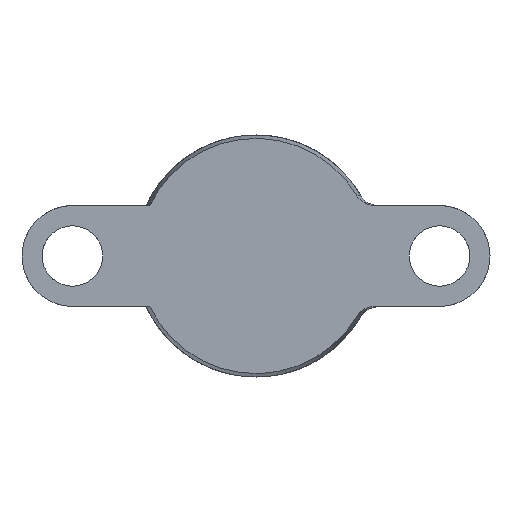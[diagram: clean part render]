
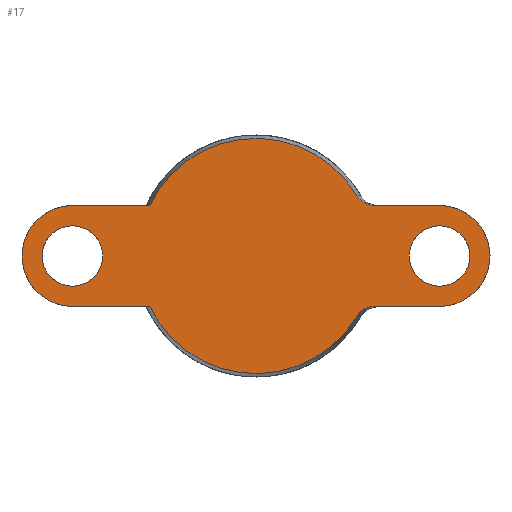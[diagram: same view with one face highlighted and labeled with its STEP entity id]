
A CAD part, front view. The second image highlights one B-rep face of the part: STEP entity #17.
In plain terms, the highlighted planar face has unit normal (0, -1, 0).
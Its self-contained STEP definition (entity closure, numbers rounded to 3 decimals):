
#17 = ADVANCED_FACE ( 'NONE', ( #1169, #777, #275 ), #661, .F. ) ;
#20 = LINE ( 'NONE', #1119, #92 ) ;
#35 = CARTESIAN_POINT ( 'NONE',  ( -26.326, 0., 12.5 ) ) ;
#39 = CARTESIAN_POINT ( 'NONE',  ( 26.497, 0., -13.379 ) ) ;
#50 = CARTESIAN_POINT ( 'NONE',  ( 15., 0., 12.5 ) ) ;
#67 = DIRECTION ( 'NONE',  ( 0., -1., 0. ) ) ;
#68 = ORIENTED_EDGE ( 'NONE', *, *, #991, .T. ) ;
#75 = AXIS2_PLACEMENT_3D ( 'NONE', #382, #263, #1264 ) ;
#79 = DIRECTION ( 'NONE',  ( 0., -1., 0. ) ) ;
#89 = VERTEX_POINT ( 'NONE', #541 ) ;
#92 = VECTOR ( 'NONE', #1215, 1000. ) ;
#117 = EDGE_CURVE ( 'NONE', #497, #866, #827, .T. ) ;
#119 = CARTESIAN_POINT ( 'NONE',  ( 25.237, 0., 14.58 ) ) ;
#121 = LINE ( 'NONE', #50, #238 ) ;
#131 = CARTESIAN_POINT ( 'NONE',  ( 28.502, 0., 12.556 ) ) ;
#142 = CARTESIAN_POINT ( 'NONE',  ( 26.146, 0., -13.64 ) ) ;
#148 = CARTESIAN_POINT ( 'NONE',  ( 28.503, 0., -12.556 ) ) ;
#172 = ORIENTED_EDGE ( 'NONE', *, *, #1209, .F. ) ;
#180 = DIRECTION ( 'NONE',  ( 0., 0., 1. ) ) ;
#214 = VERTEX_POINT ( 'NONE', #1226 ) ;
#222 = CARTESIAN_POINT ( 'NONE',  ( 25.508, 0., -14.24 ) ) ;
#230 = CARTESIAN_POINT ( 'NONE',  ( 26.862, 0., -13.142 ) ) ;
#236 = AXIS2_PLACEMENT_3D ( 'NONE', #873, #79, #1064 ) ;
#238 = VECTOR ( 'NONE', #452, 1000. ) ;
#243 = CARTESIAN_POINT ( 'NONE',  ( 25.976, 0., 13.785 ) ) ;
#246 = CARTESIAN_POINT ( 'NONE',  ( -45.5, 0., 12.5 ) ) ;
#259 = AXIS2_PLACEMENT_3D ( 'NONE', #306, #1000, #604 ) ;
#263 = DIRECTION ( 'NONE',  ( 0., -1., 0. ) ) ;
#264 = ORIENTED_EDGE ( 'NONE', *, *, #798, .T. ) ;
#269 = ORIENTED_EDGE ( 'NONE', *, *, #352, .T. ) ;
#275 = FACE_BOUND ( 'NONE', #417, .T. ) ;
#306 = CARTESIAN_POINT ( 'NONE',  ( 45.5, 0., 0. ) ) ;
#314 = CARTESIAN_POINT ( 'NONE',  ( -15., 0., -12.5 ) ) ;
#316 = ORIENTED_EDGE ( 'NONE', *, *, #852, .T. ) ;
#326 = EDGE_CURVE ( 'NONE', #830, #830, #1005, .T. ) ;
#341 = CARTESIAN_POINT ( 'NONE',  ( 28.933, 0., 12.5 ) ) ;
#343 = ORIENTED_EDGE ( 'NONE', *, *, #1234, .T. ) ;
#344 = CARTESIAN_POINT ( 'NONE',  ( 25.237, 0., -14.58 ) ) ;
#352 = EDGE_CURVE ( 'NONE', #894, #1265, #861, .T. ) ;
#356 = DIRECTION ( 'NONE',  ( 0., 0., -1. ) ) ;
#361 = AXIS2_PLACEMENT_3D ( 'NONE', #495, #1196, #899 ) ;
#380 = VERTEX_POINT ( 'NONE', #923 ) ;
#382 = CARTESIAN_POINT ( 'NONE',  ( 0., 0., 0. ) ) ;
#416 = CARTESIAN_POINT ( 'NONE',  ( 26.495, 0., 13.38 ) ) ;
#417 = EDGE_LOOP ( 'NONE', ( #172 ) ) ;
#446 = CARTESIAN_POINT ( 'NONE',  ( -15., 0., 12.5 ) ) ;
#452 = DIRECTION ( 'NONE',  ( 1., 0., 0. ) ) ;
#459 = DIRECTION ( 'NONE',  ( -1., 0., 0. ) ) ;
#462 = VERTEX_POINT ( 'NONE', #940 ) ;
#473 = DIRECTION ( 'NONE',  ( 0., 1., 0. ) ) ;
#486 = CARTESIAN_POINT ( 'NONE',  ( -45.5, 0., 0. ) ) ;
#495 = CARTESIAN_POINT ( 'NONE',  ( 45.5, 0., 0. ) ) ;
#497 = VERTEX_POINT ( 'NONE', #35 ) ;
#518 = LINE ( 'NONE', #314, #1090 ) ;
#519 = ORIENTED_EDGE ( 'NONE', *, *, #117, .T. ) ;
#521 = CARTESIAN_POINT ( 'NONE',  ( 27.253, 0., 12.954 ) ) ;
#535 = CIRCLE ( 'NONE', #75, 29.143 ) ;
#541 = CARTESIAN_POINT ( 'NONE',  ( -45.5, 0., -12.5 ) ) ;
#550 = CARTESIAN_POINT ( 'NONE',  ( 27.869, 0., 12.721 ) ) ;
#556 = AXIS2_PLACEMENT_3D ( 'NONE', #1248, #67, #356 ) ;
#580 = CIRCLE ( 'NONE', #259, 12.5 ) ;
#583 = CARTESIAN_POINT ( 'NONE',  ( -45.5, 0., 7.5 ) ) ;
#604 = DIRECTION ( 'NONE',  ( 0., 0., -1. ) ) ;
#623 = ORIENTED_EDGE ( 'NONE', *, *, #326, .T. ) ;
#631 = EDGE_LOOP ( 'NONE', ( #623 ) ) ;
#644 = CARTESIAN_POINT ( 'NONE',  ( 28.933, 0., -12.5 ) ) ;
#648 = CARTESIAN_POINT ( 'NONE',  ( 25.011, 0., 14.959 ) ) ;
#661 = PLANE ( 'NONE',  #1194 ) ;
#664 = VERTEX_POINT ( 'NONE', #1151 ) ;
#705 = B_SPLINE_CURVE_WITH_KNOTS ( 'NONE', 3,
 ( #1033, #344, #222, #749, #142, #39, #230, #1231, #743, #920, #148, #644, #824 ),
 .UNSPECIFIED., .F., .F.,
 ( 4, 2, 2, 1, 2, 2, 4 ),
 ( 0., 0.001, 0.002, 0.003, 0.003, 0.004, 0.005 ),
 .UNSPECIFIED. ) ;
#710 = DIRECTION ( 'NONE',  ( 1., 0., 0. ) ) ;
#718 = CARTESIAN_POINT ( 'NONE',  ( 27.057, 0., 13.048 ) ) ;
#743 = CARTESIAN_POINT ( 'NONE',  ( 27.662, 0., -12.789 ) ) ;
#749 = CARTESIAN_POINT ( 'NONE',  ( 25.977, 0., -13.784 ) ) ;
#777 = FACE_BOUND ( 'NONE', #631, .T. ) ;
#798 = EDGE_CURVE ( 'NONE', #89, #894, #518, .T. ) ;
#801 = CIRCLE ( 'NONE', #236, 12.5 ) ;
#823 = EDGE_LOOP ( 'NONE', ( #966, #343, #1024, #519, #68, #264, #269, #316, #831, #1079 ) ) ;
#824 = CARTESIAN_POINT ( 'NONE',  ( 29.374, 0., -12.5 ) ) ;
#827 = LINE ( 'NONE', #446, #1131 ) ;
#830 = VERTEX_POINT ( 'NONE', #1229 ) ;
#831 = ORIENTED_EDGE ( 'NONE', *, *, #1278, .F. ) ;
#836 = CARTESIAN_POINT ( 'NONE',  ( 45.5, 0., 12.5 ) ) ;
#852 = EDGE_CURVE ( 'NONE', #1265, #214, #705, .T. ) ;
#861 = CIRCLE ( 'NONE', #556, 29.143 ) ;
#866 = VERTEX_POINT ( 'NONE', #246 ) ;
#873 = CARTESIAN_POINT ( 'NONE',  ( -45.5, 0., 0. ) ) ;
#874 = VERTEX_POINT ( 'NONE', #836 ) ;
#884 = DIRECTION ( 'NONE',  ( 0., -1., 0. ) ) ;
#894 = VERTEX_POINT ( 'NONE', #1020 ) ;
#899 = DIRECTION ( 'NONE',  ( 0., 0., 1. ) ) ;
#913 = CARTESIAN_POINT ( 'NONE',  ( 25.011, 0., -14.959 ) ) ;
#920 = CARTESIAN_POINT ( 'NONE',  ( 27.871, 0., -12.72 ) ) ;
#923 = CARTESIAN_POINT ( 'NONE',  ( 25.011, 0., 14.959 ) ) ;
#935 = EDGE_CURVE ( 'NONE', #664, #874, #121, .T. ) ;
#937 = CARTESIAN_POINT ( 'NONE',  ( 27.659, 0., 12.79 ) ) ;
#940 = CARTESIAN_POINT ( 'NONE',  ( 45.5, 0., -12.5 ) ) ;
#965 = EDGE_CURVE ( 'NONE', #380, #497, #535, .T. ) ;
#966 = ORIENTED_EDGE ( 'NONE', *, *, #935, .F. ) ;
#991 = EDGE_CURVE ( 'NONE', #866, #89, #801, .T. ) ;
#1000 = DIRECTION ( 'NONE',  ( 0., 1., 0. ) ) ;
#1005 = CIRCLE ( 'NONE', #361, 7.5 ) ;
#1008 = AXIS2_PLACEMENT_3D ( 'NONE', #486, #884, #1284 ) ;
#1017 = CARTESIAN_POINT ( 'NONE',  ( 26.144, 0., 13.642 ) ) ;
#1018 = B_SPLINE_CURVE_WITH_KNOTS ( 'NONE', 3,
 ( #1223, #341, #131, #550, #937, #521, #718, #1138, #416, #1017, #243, #1111, #119, #648 ),
 .UNSPECIFIED., .F., .F.,
 ( 4, 2, 2, 2, 2, 2, 4 ),
 ( 0., 0.001, 0.002, 0.003, 0.003, 0.004, 0.005 ),
 .UNSPECIFIED. ) ;
#1020 = CARTESIAN_POINT ( 'NONE',  ( -26.326, 0., -12.5 ) ) ;
#1024 = ORIENTED_EDGE ( 'NONE', *, *, #965, .T. ) ;
#1033 = CARTESIAN_POINT ( 'NONE',  ( 25.011, 0., -14.959 ) ) ;
#1050 = VERTEX_POINT ( 'NONE', #583 ) ;
#1051 = CARTESIAN_POINT ( 'NONE',  ( -29.143, 0., 0. ) ) ;
#1064 = DIRECTION ( 'NONE',  ( 0., 0., -1. ) ) ;
#1079 = ORIENTED_EDGE ( 'NONE', *, *, #1161, .F. ) ;
#1090 = VECTOR ( 'NONE', #710, 1000. ) ;
#1111 = CARTESIAN_POINT ( 'NONE',  ( 25.507, 0., 14.24 ) ) ;
#1113 = CIRCLE ( 'NONE', #1008, 7.5 ) ;
#1119 = CARTESIAN_POINT ( 'NONE',  ( 15., 0., -12.5 ) ) ;
#1131 = VECTOR ( 'NONE', #459, 1000. ) ;
#1138 = CARTESIAN_POINT ( 'NONE',  ( 26.678, 0., 13.261 ) ) ;
#1151 = CARTESIAN_POINT ( 'NONE',  ( 29.374, 0., 12.5 ) ) ;
#1161 = EDGE_CURVE ( 'NONE', #874, #462, #580, .T. ) ;
#1169 = FACE_OUTER_BOUND ( 'NONE', #823, .T. ) ;
#1194 = AXIS2_PLACEMENT_3D ( 'NONE', #1051, #473, #180 ) ;
#1196 = DIRECTION ( 'NONE',  ( 0., 1., 0. ) ) ;
#1209 = EDGE_CURVE ( 'NONE', #1050, #1050, #1113, .T. ) ;
#1215 = DIRECTION ( 'NONE',  ( -1., 0., 0. ) ) ;
#1223 = CARTESIAN_POINT ( 'NONE',  ( 29.374, 0., 12.5 ) ) ;
#1226 = CARTESIAN_POINT ( 'NONE',  ( 29.374, 0., -12.5 ) ) ;
#1229 = CARTESIAN_POINT ( 'NONE',  ( 45.5, 0., 7.5 ) ) ;
#1231 = CARTESIAN_POINT ( 'NONE',  ( 27.255, 0., -12.953 ) ) ;
#1234 = EDGE_CURVE ( 'NONE', #664, #380, #1018, .T. ) ;
#1248 = CARTESIAN_POINT ( 'NONE',  ( 0., 0., 0. ) ) ;
#1264 = DIRECTION ( 'NONE',  ( 0., 0., -1. ) ) ;
#1265 = VERTEX_POINT ( 'NONE', #913 ) ;
#1278 = EDGE_CURVE ( 'NONE', #462, #214, #20, .T. ) ;
#1284 = DIRECTION ( 'NONE',  ( 0., 0., 1. ) ) ;
